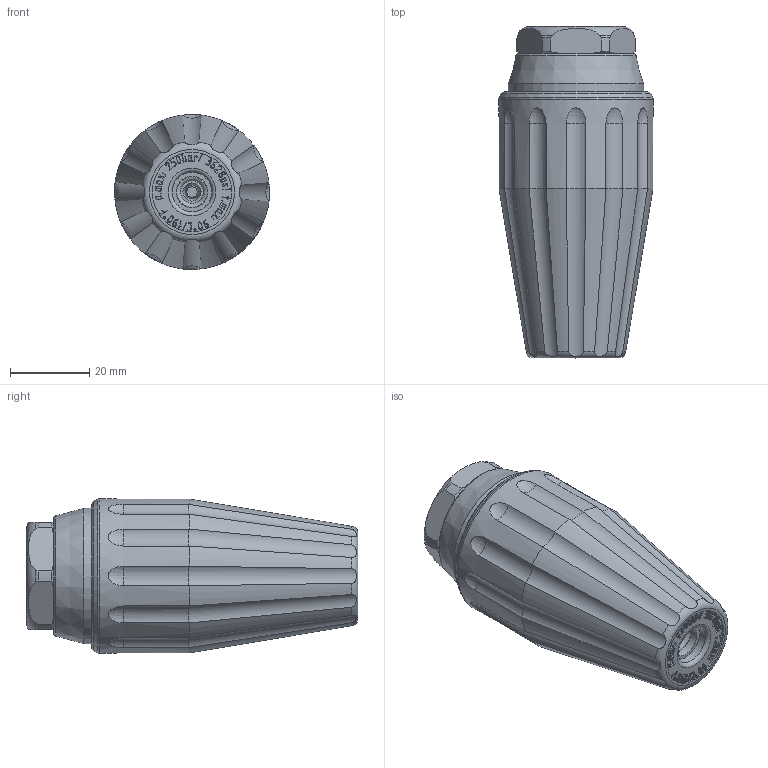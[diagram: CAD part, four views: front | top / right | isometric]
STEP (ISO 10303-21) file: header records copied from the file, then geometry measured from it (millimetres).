
FILE_DESCRIPTION(/* description */ ('Unknown'),/* implementation_level */ '2;1');
FILE_NAME(/* name */ 'Part2',/* time_stamp */ '2020-06-25T08:42:58+02:00',/* author */ ('Unknown'),/* organization */ ('Unknown'),/* preprocessor_version */ 'ST-DEVELOPER v16.7',/* originating_system */ 'Solid Edge',/* authorisation */ 'Unknown');
FILE_SCHEMA (('AUTOMOTIVE_DESIGN {1 0 10303 214 3 1 1}'));
Length unit declared in the file: millimetre
Products named in the file (1): Part2
Bounding box: 39 x 83.5 x 39 mm (x, y, z)
Volume: 49962.2 mm3; surface area: 17952.7 mm2
Topology: 1 solids, 1 shells, 443 faces, 1135 edges, 750 vertices
Faces by surface type: plane 242, bspline 81, cylinder 54, cone 41, torus 25
Full cylindrical faces by diameter (mm): 2.6 x3, 3.42 x1, 5.8 x1, 8 x1, 10 x2, 10.2 x1, 11.82 x1, 13.4 x1, 14.1 x1, 19 x1, 20 x1, 22 x1, 24.4 x1, 24.5 x2, 26.1 x1, 26.2 x1, 29 x1, 34 x1, 39 x1
Entity records: 19121 total; most frequent: CARTESIAN_POINT 6311, ORIENTED_EDGE 2066, DIRECTION 1639, EDGE_CURVE 1033, VERTEX_POINT 720, LINE 613, VECTOR 613, FACE_BOUND 589
